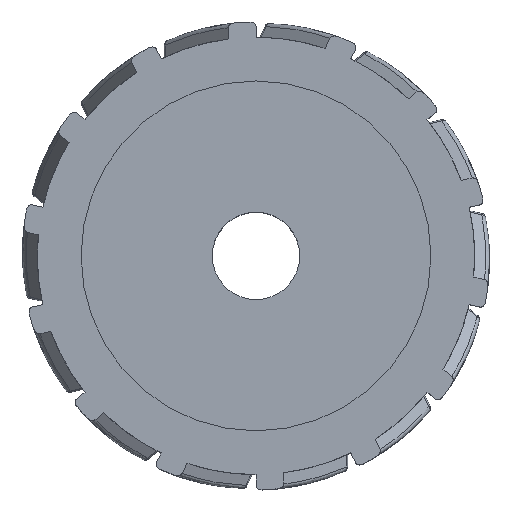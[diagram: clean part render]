
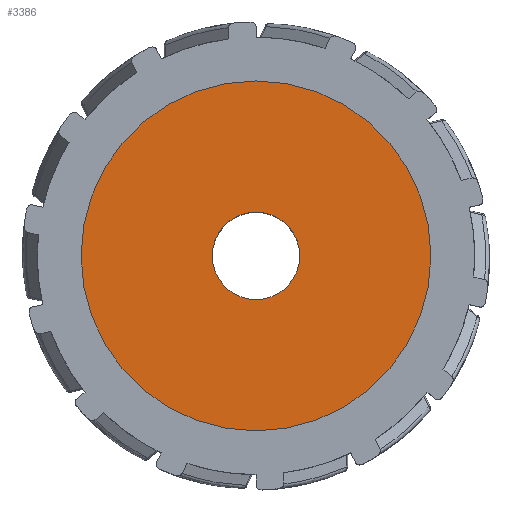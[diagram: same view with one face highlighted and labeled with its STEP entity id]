
A CAD part, top view. The second image highlights one B-rep face of the part: STEP entity #3386.
In plain terms, the highlighted planar face has unit normal (0, 0, 1).
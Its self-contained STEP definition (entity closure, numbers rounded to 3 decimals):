
#33=FACE_BOUND('',#959,.T.);
#93=PLANE('',#3834);
#753=FACE_OUTER_BOUND('',#958,.T.);
#958=EDGE_LOOP('',(#3111));
#959=EDGE_LOOP('',(#3112));
#1202=CIRCLE('',#3829,10.);
#1204=CIRCLE('',#3832,40.);
#1530=VERTEX_POINT('',#8615);
#1532=VERTEX_POINT('',#8621);
#2055=EDGE_CURVE('',#1530,#1530,#1202,.T.);
#2058=EDGE_CURVE('',#1532,#1532,#1204,.T.);
#3111=ORIENTED_EDGE('',*,*,#2058,.T.);
#3112=ORIENTED_EDGE('',*,*,#2055,.T.);
#3386=ADVANCED_FACE('',(#753,#33),#93,.T.);
#3829=AXIS2_PLACEMENT_3D('',#8616,#4803,#4804);
#3832=AXIS2_PLACEMENT_3D('',#8622,#4810,#4811);
#3834=AXIS2_PLACEMENT_3D('',#8626,#4815,#4816);
#4803=DIRECTION('center_axis',(0.,0.,-1.));
#4804=DIRECTION('ref_axis',(-1.,0.,0.));
#4810=DIRECTION('center_axis',(0.,0.,1.));
#4811=DIRECTION('ref_axis',(1.,0.,0.));
#4815=DIRECTION('center_axis',(0.,0.,1.));
#4816=DIRECTION('ref_axis',(1.,0.,0.));
#8615=CARTESIAN_POINT('',(10.,0.,30.));
#8616=CARTESIAN_POINT('Origin',(0.,0.,30.));
#8621=CARTESIAN_POINT('',(-40.,0.,30.));
#8622=CARTESIAN_POINT('Origin',(0.,0.,30.));
#8626=CARTESIAN_POINT('Origin',(0.,0.,30.));
